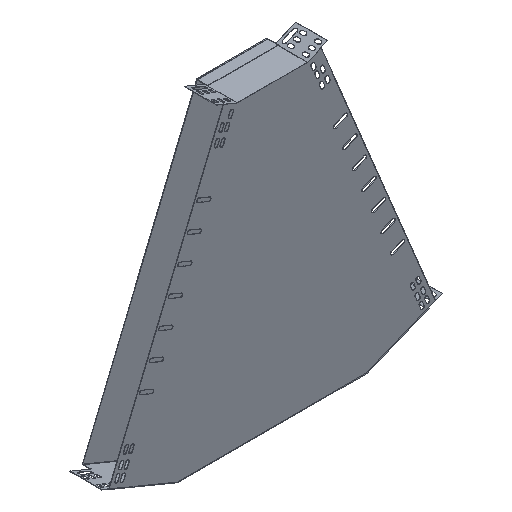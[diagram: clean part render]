
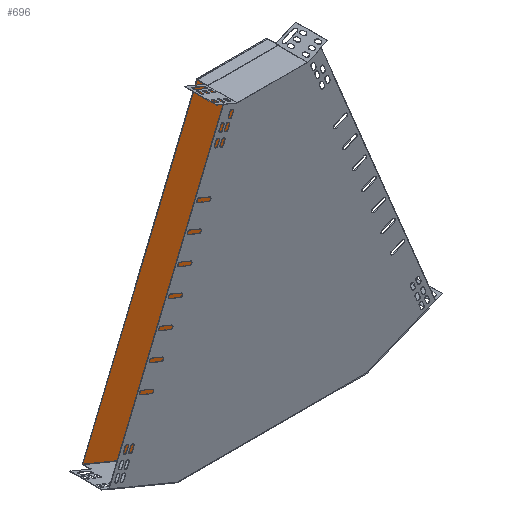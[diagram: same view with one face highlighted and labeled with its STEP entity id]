
A CAD part, isometric view. The second image highlights one B-rep face of the part: STEP entity #696.
In plain terms, the highlighted planar face has unit normal (0, -1, 0).
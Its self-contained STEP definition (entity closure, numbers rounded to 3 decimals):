
#34 = PLANE ( 'NONE',  #1501 ) ;
#436 = VERTEX_POINT ( 'NONE', #9378 ) ;
#460 = ORIENTED_EDGE ( 'NONE', *, *, #7769, .F. ) ;
#545 = DIRECTION ( 'NONE',  ( 0., 0., 1. ) ) ;
#696 = ADVANCED_FACE ( 'NONE', ( #10320 ), #34, .T. ) ;
#1016 = CARTESIAN_POINT ( 'NONE',  ( -273.824, 219.156, -168.986 ) ) ;
#1128 = DIRECTION ( 'NONE',  ( 0.383, 0., 0.924 ) ) ;
#1412 = LINE ( 'NONE', #4823, #5766 ) ;
#1501 = AXIS2_PLACEMENT_3D ( 'NONE', #3260, #1660, #7373 ) ;
#1521 = DIRECTION ( 'NONE',  ( 0., 0., -1. ) ) ;
#1584 = LINE ( 'NONE', #4364, #9991 ) ;
#1660 = DIRECTION ( 'NONE',  ( 0., -1., 0. ) ) ;
#1814 = VERTEX_POINT ( 'NONE', #4021 ) ;
#2043 = DIRECTION ( 'NONE',  ( 0., 0., -1. ) ) ;
#2330 = DIRECTION ( 'NONE',  ( -0.924, 0., -0.383 ) ) ;
#2333 = VECTOR ( 'NONE', #3060, 1000. ) ;
#2357 = EDGE_LOOP ( 'NONE', ( #4067, #8738, #7625, #3053, #5087, #8035, #8030, #460, #6671, #3829 ) ) ;
#2552 = VERTEX_POINT ( 'NONE', #8741 ) ;
#2609 = EDGE_CURVE ( 'NONE', #2668, #2552, #5565, .T. ) ;
#2668 = VERTEX_POINT ( 'NONE', #5671 ) ;
#2944 = VECTOR ( 'NONE', #1521, 1000. ) ;
#3053 = ORIENTED_EDGE ( 'NONE', *, *, #9729, .T. ) ;
#3060 = DIRECTION ( 'NONE',  ( -1., 0., 0. ) ) ;
#3113 = EDGE_CURVE ( 'NONE', #4610, #9527, #7552, .T. ) ;
#3260 = CARTESIAN_POINT ( 'NONE',  ( 326.818, 219.156, -168.986 ) ) ;
#3388 = VECTOR ( 'NONE', #2330, 1000. ) ;
#3479 = LINE ( 'NONE', #3796, #7571 ) ;
#3741 = EDGE_CURVE ( 'NONE', #1814, #6369, #1412, .T. ) ;
#3796 = CARTESIAN_POINT ( 'NONE',  ( 216.555, 219.156, -215.659 ) ) ;
#3829 = ORIENTED_EDGE ( 'NONE', *, *, #10288, .T. ) ;
#3859 = VECTOR ( 'NONE', #6247, 1000. ) ;
#4021 = CARTESIAN_POINT ( 'NONE',  ( -163.561, 219.156, -215.659 ) ) ;
#4067 = ORIENTED_EDGE ( 'NONE', *, *, #2609, .F. ) ;
#4364 = CARTESIAN_POINT ( 'NONE',  ( -44.214, 219.156, 385.341 ) ) ;
#4390 = VECTOR ( 'NONE', #4857, 1000. ) ;
#4606 = CARTESIAN_POINT ( 'NONE',  ( -273.824, 219.156, -168.986 ) ) ;
#4610 = VERTEX_POINT ( 'NONE', #10176 ) ;
#4667 = CARTESIAN_POINT ( 'NONE',  ( -44.214, 219.156, 386.341 ) ) ;
#4769 = CARTESIAN_POINT ( 'NONE',  ( 326.818, 219.156, -168.986 ) ) ;
#4823 = CARTESIAN_POINT ( 'NONE',  ( 216.555, 219.156, -215.659 ) ) ;
#4857 = DIRECTION ( 'NONE',  ( 0.383, 0., -0.924 ) ) ;
#5026 = VECTOR ( 'NONE', #6424, 1000. ) ;
#5044 = CARTESIAN_POINT ( 'NONE',  ( -163.561, 219.156, -214.659 ) ) ;
#5087 = ORIENTED_EDGE ( 'NONE', *, *, #3113, .T. ) ;
#5565 = LINE ( 'NONE', #4769, #3388 ) ;
#5634 = CARTESIAN_POINT ( 'NONE',  ( -163.561, 219.156, -215.659 ) ) ;
#5671 = CARTESIAN_POINT ( 'NONE',  ( 326.818, 219.156, -168.986 ) ) ;
#5766 = VECTOR ( 'NONE', #10501, 1000. ) ;
#5795 = EDGE_CURVE ( 'NONE', #9426, #436, #7375, .T. ) ;
#6100 = VERTEX_POINT ( 'NONE', #5044 ) ;
#6247 = DIRECTION ( 'NONE',  ( -0.924, 0., 0.383 ) ) ;
#6369 = VERTEX_POINT ( 'NONE', #7890 ) ;
#6424 = DIRECTION ( 'NONE',  ( 0., 0., 1. ) ) ;
#6656 = CARTESIAN_POINT ( 'NONE',  ( 97.208, 219.156, 386.341 ) ) ;
#6669 = LINE ( 'NONE', #4667, #2333 ) ;
#6671 = ORIENTED_EDGE ( 'NONE', *, *, #3741, .T. ) ;
#6929 = CARTESIAN_POINT ( 'NONE',  ( 97.208, 219.156, 386.341 ) ) ;
#7227 = CARTESIAN_POINT ( 'NONE',  ( -44.214, 219.156, 386.341 ) ) ;
#7373 = DIRECTION ( 'NONE',  ( 0., 0., -1. ) ) ;
#7375 = LINE ( 'NONE', #6929, #9511 ) ;
#7451 = EDGE_CURVE ( 'NONE', #8258, #9527, #1584, .T. ) ;
#7457 = LINE ( 'NONE', #5634, #5026 ) ;
#7552 = LINE ( 'NONE', #7227, #2944 ) ;
#7571 = VECTOR ( 'NONE', #545, 1000. ) ;
#7625 = ORIENTED_EDGE ( 'NONE', *, *, #5795, .F. ) ;
#7769 = EDGE_CURVE ( 'NONE', #1814, #6100, #7457, .T. ) ;
#7890 = CARTESIAN_POINT ( 'NONE',  ( 216.555, 219.156, -215.659 ) ) ;
#8030 = ORIENTED_EDGE ( 'NONE', *, *, #8501, .F. ) ;
#8035 = ORIENTED_EDGE ( 'NONE', *, *, #7451, .F. ) ;
#8210 = LINE ( 'NONE', #9728, #4390 ) ;
#8258 = VERTEX_POINT ( 'NONE', #1016 ) ;
#8427 = CARTESIAN_POINT ( 'NONE',  ( -44.214, 219.156, 385.341 ) ) ;
#8501 = EDGE_CURVE ( 'NONE', #6100, #8258, #10355, .T. ) ;
#8738 = ORIENTED_EDGE ( 'NONE', *, *, #9284, .F. ) ;
#8741 = CARTESIAN_POINT ( 'NONE',  ( 216.555, 219.156, -214.659 ) ) ;
#9284 = EDGE_CURVE ( 'NONE', #436, #2668, #8210, .T. ) ;
#9378 = CARTESIAN_POINT ( 'NONE',  ( 97.208, 219.156, 385.341 ) ) ;
#9426 = VERTEX_POINT ( 'NONE', #6656 ) ;
#9511 = VECTOR ( 'NONE', #2043, 1000. ) ;
#9527 = VERTEX_POINT ( 'NONE', #8427 ) ;
#9728 = CARTESIAN_POINT ( 'NONE',  ( 97.208, 219.156, 385.341 ) ) ;
#9729 = EDGE_CURVE ( 'NONE', #9426, #4610, #6669, .T. ) ;
#9991 = VECTOR ( 'NONE', #1128, 1000. ) ;
#10176 = CARTESIAN_POINT ( 'NONE',  ( -44.214, 219.156, 386.341 ) ) ;
#10288 = EDGE_CURVE ( 'NONE', #6369, #2552, #3479, .T. ) ;
#10320 = FACE_OUTER_BOUND ( 'NONE', #2357, .T. ) ;
#10355 = LINE ( 'NONE', #4606, #3859 ) ;
#10501 = DIRECTION ( 'NONE',  ( 1., 0., 0. ) ) ;
